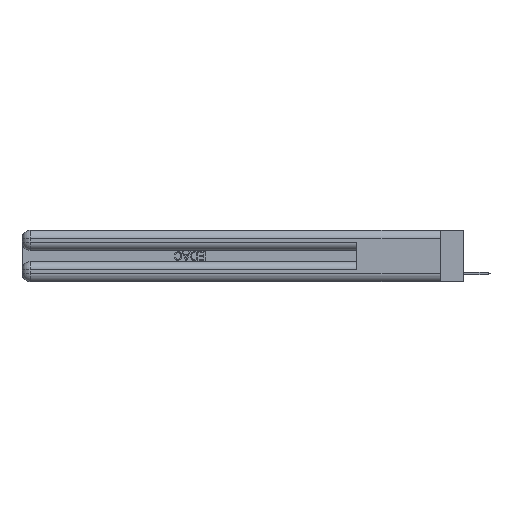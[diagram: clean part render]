
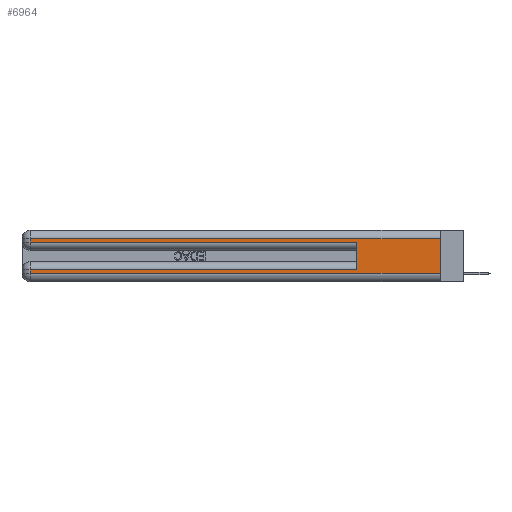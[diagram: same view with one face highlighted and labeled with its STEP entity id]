
A CAD part, left-side view. The second image highlights one B-rep face of the part: STEP entity #6964.
In plain terms, the highlighted planar face has unit normal (-1, 0, 0).
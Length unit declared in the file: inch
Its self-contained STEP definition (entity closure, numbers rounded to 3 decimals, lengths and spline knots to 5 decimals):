
#419 = VECTOR ( 'NONE', #10153, 39.37008 ) ;
#444 = CARTESIAN_POINT ( 'NONE',  ( 0., 0., 0.31 ) ) ;
#517 = VECTOR ( 'NONE', #30050, 39.37008 ) ;
#1779 = VERTEX_POINT ( 'NONE', #25487 ) ;
#2178 = VECTOR ( 'NONE', #15458, 39.37008 ) ;
#2221 = VERTEX_POINT ( 'NONE', #25452 ) ;
#2371 = LINE ( 'NONE', #444, #419 ) ;
#3651 = ORIENTED_EDGE ( 'NONE', *, *, #19339, .T. ) ;
#3658 = DIRECTION ( 'NONE',  ( 0., -1., 0. ) ) ;
#3682 = CARTESIAN_POINT ( 'NONE',  ( 0., 0., 0.085 ) ) ;
#5170 = EDGE_CURVE ( 'NONE', #7919, #19642, #31360, .T. ) ;
#5175 = DIRECTION ( 'NONE',  ( 1., 0., 0. ) ) ;
#5850 = EDGE_CURVE ( 'NONE', #2221, #19642, #8778, .T. ) ;
#6964 = ADVANCED_FACE ( 'NONE', ( #21893 ), #17128, .F. ) ;
#7432 = CARTESIAN_POINT ( 'NONE',  ( 0., 0.6, 0.085 ) ) ;
#7919 = VERTEX_POINT ( 'NONE', #12851 ) ;
#8420 = CARTESIAN_POINT ( 'NONE',  ( 0., 2.94, 0.37 ) ) ;
#8612 = CARTESIAN_POINT ( 'NONE',  ( 0., 0., 0.06 ) ) ;
#8751 = EDGE_LOOP ( 'NONE', ( #14571, #23608, #26889, #3651, #28121, #13832, #17552, #29221 ) ) ;
#8778 = LINE ( 'NONE', #8612, #2178 ) ;
#9241 = CARTESIAN_POINT ( 'NONE',  ( 0., 0., 0.285 ) ) ;
#9265 = DIRECTION ( 'NONE',  ( 0., 1., 0. ) ) ;
#9565 = EDGE_CURVE ( 'NONE', #7919, #16232, #2371, .T. ) ;
#9574 = CARTESIAN_POINT ( 'NONE',  ( 0., 0., 0.37 ) ) ;
#10153 = DIRECTION ( 'NONE',  ( 0., 1., 0. ) ) ;
#10801 = LINE ( 'NONE', #8420, #517 ) ;
#10917 = EDGE_CURVE ( 'NONE', #16232, #12894, #10801, .T. ) ;
#12851 = CARTESIAN_POINT ( 'NONE',  ( 0., 0., 0.31 ) ) ;
#12894 = VERTEX_POINT ( 'NONE', #24115 ) ;
#13299 = CARTESIAN_POINT ( 'NONE',  ( 0., 0., 0.06 ) ) ;
#13388 = DIRECTION ( 'NONE',  ( 0., 0., 1. ) ) ;
#13832 = ORIENTED_EDGE ( 'NONE', *, *, #25031, .T. ) ;
#13964 = AXIS2_PLACEMENT_3D ( 'NONE', #21573, #5175, #19820 ) ;
#14044 = VECTOR ( 'NONE', #3658, 39.37008 ) ;
#14571 = ORIENTED_EDGE ( 'NONE', *, *, #5170, .F. ) ;
#15458 = DIRECTION ( 'NONE',  ( 0., -1., 0. ) ) ;
#16232 = VERTEX_POINT ( 'NONE', #19434 ) ;
#16916 = DIRECTION ( 'NONE',  ( 0., 0., -1. ) ) ;
#17128 = PLANE ( 'NONE',  #13964 ) ;
#17261 = VECTOR ( 'NONE', #23829, 39.37008 ) ;
#17552 = ORIENTED_EDGE ( 'NONE', *, *, #22611, .T. ) ;
#17854 = LINE ( 'NONE', #25010, #30258 ) ;
#19339 = EDGE_CURVE ( 'NONE', #12894, #1779, #31015, .T. ) ;
#19434 = CARTESIAN_POINT ( 'NONE',  ( 0., 2.94, 0.31 ) ) ;
#19642 = VERTEX_POINT ( 'NONE', #13299 ) ;
#19820 = DIRECTION ( 'NONE',  ( 0., 0., -1. ) ) ;
#20349 = EDGE_CURVE ( 'NONE', #30298, #1779, #17854, .T. ) ;
#20904 = VECTOR ( 'NONE', #9265, 39.37008 ) ;
#21495 = VECTOR ( 'NONE', #16916, 39.37008 ) ;
#21573 = CARTESIAN_POINT ( 'NONE',  ( 0., 0., 0.37 ) ) ;
#21893 = FACE_OUTER_BOUND ( 'NONE', #8751, .T. ) ;
#22611 = EDGE_CURVE ( 'NONE', #29804, #2221, #28604, .T. ) ;
#23608 = ORIENTED_EDGE ( 'NONE', *, *, #9565, .T. ) ;
#23829 = DIRECTION ( 'NONE',  ( 0., 0., -1. ) ) ;
#24115 = CARTESIAN_POINT ( 'NONE',  ( 0., 2.94, 0.285 ) ) ;
#25010 = CARTESIAN_POINT ( 'NONE',  ( 0., 0.6, 0.145 ) ) ;
#25031 = EDGE_CURVE ( 'NONE', #30298, #29804, #25492, .T. ) ;
#25452 = CARTESIAN_POINT ( 'NONE',  ( 0., 2.94, 0.06 ) ) ;
#25487 = CARTESIAN_POINT ( 'NONE',  ( 0., 0.6, 0.285 ) ) ;
#25492 = LINE ( 'NONE', #3682, #20904 ) ;
#25922 = CARTESIAN_POINT ( 'NONE',  ( 0., 2.94, 0.085 ) ) ;
#26889 = ORIENTED_EDGE ( 'NONE', *, *, #10917, .T. ) ;
#28121 = ORIENTED_EDGE ( 'NONE', *, *, #20349, .F. ) ;
#28604 = LINE ( 'NONE', #30826, #17261 ) ;
#29221 = ORIENTED_EDGE ( 'NONE', *, *, #5850, .T. ) ;
#29804 = VERTEX_POINT ( 'NONE', #25922 ) ;
#30050 = DIRECTION ( 'NONE',  ( 0., 0., -1. ) ) ;
#30258 = VECTOR ( 'NONE', #13388, 39.37008 ) ;
#30298 = VERTEX_POINT ( 'NONE', #7432 ) ;
#30826 = CARTESIAN_POINT ( 'NONE',  ( 0., 2.94, 0.37 ) ) ;
#31015 = LINE ( 'NONE', #9241, #14044 ) ;
#31360 = LINE ( 'NONE', #9574, #21495 ) ;
